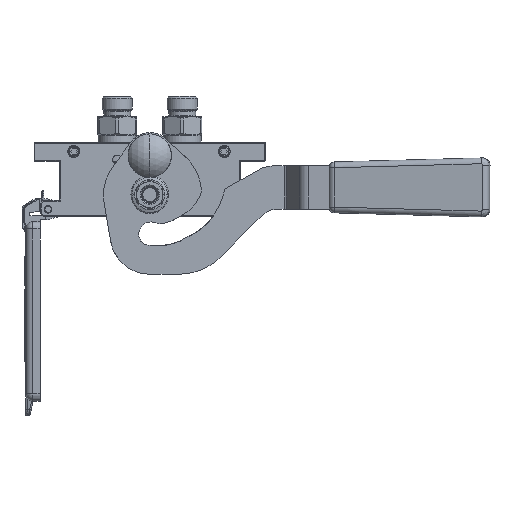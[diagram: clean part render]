
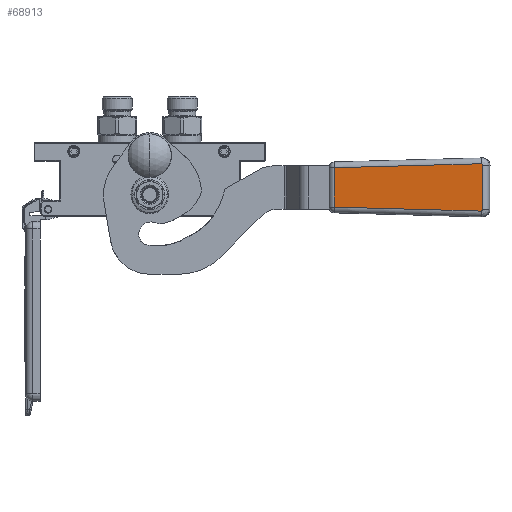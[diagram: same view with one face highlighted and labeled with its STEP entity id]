
A CAD part, front view. The second image highlights one B-rep face of the part: STEP entity #68913.
In plain terms, the highlighted face is planar.
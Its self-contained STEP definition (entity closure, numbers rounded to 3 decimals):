
#2111 = CARTESIAN_POINT ( 'NONE',  ( -16.084, 0.059, -4.352 ) ) ;
#4248 = VECTOR ( 'NONE', #72204, 1000. ) ;
#8606 = ORIENTED_EDGE ( 'NONE', *, *, #59118, .F. ) ;
#9287 = CARTESIAN_POINT ( 'NONE',  ( -15.363, 0.055, -4.054 ) ) ;
#11483 = CARTESIAN_POINT ( 'NONE',  ( 16.364, 0.068, -5.014 ) ) ;
#16877 = CARTESIAN_POINT ( 'NONE',  ( -16.363, 0.069, -5.081 ) ) ;
#18915 = AXIS2_PLACEMENT_3D ( 'NONE', #37201, #37517, #73899 ) ;
#19680 = CARTESIAN_POINT ( 'NONE',  ( 15.931, 0.057, -4.223 ) ) ;
#20325 = VECTOR ( 'NONE', #31642, 1000. ) ;
#24024 = CARTESIAN_POINT ( 'NONE',  ( -15.43, 0.055, -4.054 ) ) ;
#25113 = CARTESIAN_POINT ( 'NONE',  ( 13.607, 1.447, -107.054 ) ) ;
#25552 = CARTESIAN_POINT ( 'NONE',  ( 16.363, 0.069, -5.081 ) ) ;
#28434 = VERTEX_POINT ( 'NONE', #48144 ) ;
#30129 = EDGE_CURVE ( 'NONE', #55961, #72205, #95526, .T. ) ;
#31642 = DIRECTION ( 'NONE',  ( -1., 0., 0. ) ) ;
#32452 = CARTESIAN_POINT ( 'NONE',  ( -15.754, 0.056, -4.127 ) ) ;
#32453 = ORIENTED_EDGE ( 'NONE', *, *, #35106, .F. ) ;
#32746 = EDGE_CURVE ( 'NONE', #80288, #55961, #83450, .T. ) ;
#34970 = CARTESIAN_POINT ( 'NONE',  ( 16.355, 0.066, -4.882 ) ) ;
#35106 = EDGE_CURVE ( 'NONE', #49102, #80288, #83084, .T. ) ;
#37065 = CARTESIAN_POINT ( 'NONE',  ( 15.363, 0.055, -4.054 ) ) ;
#37201 = CARTESIAN_POINT ( 'NONE',  ( 50., 1.5, -111. ) ) ;
#37517 = DIRECTION ( 'NONE',  ( 0., 1., 0.014 ) ) ;
#38317 = ORIENTED_EDGE ( 'NONE', *, *, #38940, .F. ) ;
#38390 = ORIENTED_EDGE ( 'NONE', *, *, #30129, .F. ) ;
#38940 = EDGE_CURVE ( 'NONE', #70250, #28434, #88835, .T. ) ;
#39915 = CARTESIAN_POINT ( 'NONE',  ( -16.301, 0.063, -4.688 ) ) ;
#41099 = CARTESIAN_POINT ( 'NONE',  ( 15.43, 0.055, -4.054 ) ) ;
#46767 = CARTESIAN_POINT ( 'NONE',  ( -16.364, 0.068, -5.014 ) ) ;
#48144 = CARTESIAN_POINT ( 'NONE',  ( 16.363, 0.069, -5.081 ) ) ;
#48594 = CARTESIAN_POINT ( 'NONE',  ( 16.209, 0.061, -4.509 ) ) ;
#49102 = VERTEX_POINT ( 'NONE', #85419 ) ;
#49257 = CARTESIAN_POINT ( 'NONE',  ( 16.363, 0.069, -5.081 ) ) ;
#49866 = VECTOR ( 'NONE', #77589, 1000. ) ;
#49888 = CARTESIAN_POINT ( 'NONE',  ( 15.562, 0.055, -4.067 ) ) ;
#51146 = ORIENTED_EDGE ( 'NONE', *, *, #32746, .F. ) ;
#53616 = CARTESIAN_POINT ( 'NONE',  ( -16.209, 0.061, -4.509 ) ) ;
#54258 = CARTESIAN_POINT ( 'NONE',  ( -15.562, 0.055, -4.067 ) ) ;
#54969 = EDGE_LOOP ( 'NONE', ( #32453, #8606, #38317, #59318, #38390, #51146 ) ) ;
#55961 = VERTEX_POINT ( 'NONE', #62882 ) ;
#56418 = CARTESIAN_POINT ( 'NONE',  ( 15.363, 0.055, -4.054 ) ) ;
#56976 = CARTESIAN_POINT ( 'NONE',  ( -13.607, 1.447, -107.054 ) ) ;
#57055 = CARTESIAN_POINT ( 'NONE',  ( 16.301, 0.063, -4.688 ) ) ;
#58443 = VECTOR ( 'NONE', #62022, 1000. ) ;
#59087 = CARTESIAN_POINT ( 'NONE',  ( -13.607, 1.447, -107.054 ) ) ;
#59118 = EDGE_CURVE ( 'NONE', #28434, #49102, #71938, .T. ) ;
#59318 = ORIENTED_EDGE ( 'NONE', *, *, #88926, .F. ) ;
#59418 = FACE_OUTER_BOUND ( 'NONE', #54969, .T. ) ;
#60748 = CARTESIAN_POINT ( 'NONE',  ( -15.363, 0.055, -4.054 ) ) ;
#62022 = DIRECTION ( 'NONE',  ( 1., 0., 0. ) ) ;
#62882 = CARTESIAN_POINT ( 'NONE',  ( -16.363, 0.069, -5.081 ) ) ;
#68913 = ADVANCED_FACE ( 'NONE', ( #59418 ), #74228, .F. ) ;
#70250 = VERTEX_POINT ( 'NONE', #37065 ) ;
#71938 = LINE ( 'NONE', #25552, #49866 ) ;
#72204 = DIRECTION ( 'NONE',  ( -0.027, -0.014, 1. ) ) ;
#72205 = VERTEX_POINT ( 'NONE', #60748 ) ;
#73899 = DIRECTION ( 'NONE',  ( 0., -0.014, 1. ) ) ;
#74228 = PLANE ( 'NONE',  #18915 ) ;
#77589 = DIRECTION ( 'NONE',  ( -0.027, 0.014, -1. ) ) ;
#78281 = CARTESIAN_POINT ( 'NONE',  ( -15.363, 0.055, -4.054 ) ) ;
#80288 = VERTEX_POINT ( 'NONE', #59087 ) ;
#82892 = LINE ( 'NONE', #78281, #58443 ) ;
#83084 = LINE ( 'NONE', #25113, #20325 ) ;
#83450 = LINE ( 'NONE', #56976, #4248 ) ;
#83804 = CARTESIAN_POINT ( 'NONE',  ( -15.931, 0.057, -4.223 ) ) ;
#84457 = CARTESIAN_POINT ( 'NONE',  ( -16.355, 0.066, -4.882 ) ) ;
#85419 = CARTESIAN_POINT ( 'NONE',  ( 13.607, 1.447, -107.054 ) ) ;
#85994 = CARTESIAN_POINT ( 'NONE',  ( 16.084, 0.059, -4.352 ) ) ;
#86320 = CARTESIAN_POINT ( 'NONE',  ( 15.754, 0.056, -4.127 ) ) ;
#88835 = B_SPLINE_CURVE_WITH_KNOTS ( 'NONE', 3,
 ( #56418, #41099, #49888, #86320, #19680, #85994, #48594, #57055, #34970, #11483, #49257 ),
 .UNSPECIFIED., .F., .F.,
 ( 4, 1, 1, 1, 1, 1, 1, 1, 4 ),
 ( 0., 0.125, 0.25, 0.375, 0.5, 0.625, 0.75, 0.875, 1. ),
 .UNSPECIFIED. ) ;
#88926 = EDGE_CURVE ( 'NONE', #72205, #70250, #82892, .T. ) ;
#95526 = B_SPLINE_CURVE_WITH_KNOTS ( 'NONE', 3,
 ( #16877, #46767, #84457, #39915, #53616, #2111, #83804, #32452, #54258, #24024, #9287 ),
 .UNSPECIFIED., .F., .F.,
 ( 4, 1, 1, 1, 1, 1, 1, 1, 4 ),
 ( 0., 0.125, 0.25, 0.375, 0.5, 0.625, 0.75, 0.875, 1. ),
 .UNSPECIFIED. ) ;
